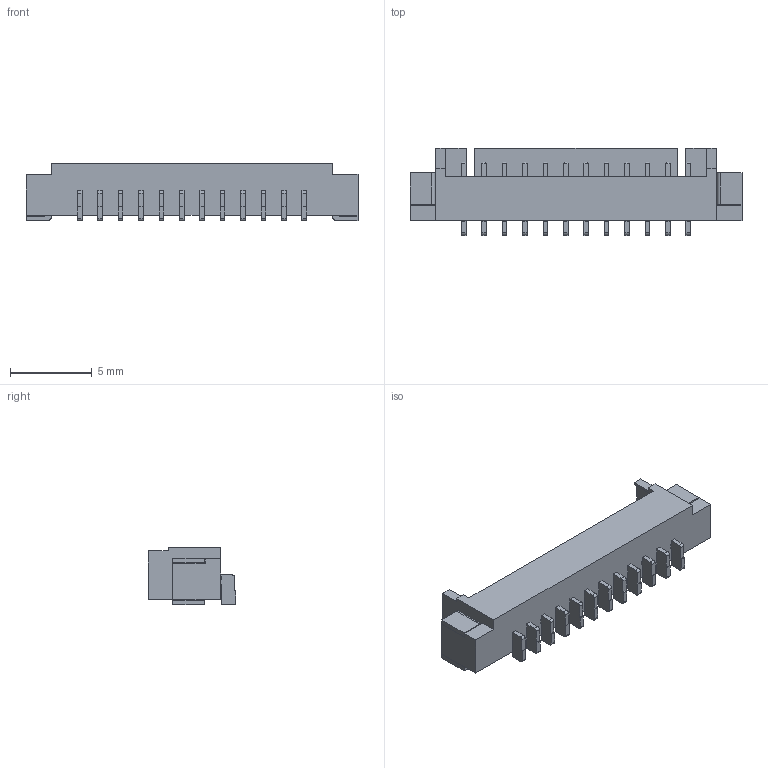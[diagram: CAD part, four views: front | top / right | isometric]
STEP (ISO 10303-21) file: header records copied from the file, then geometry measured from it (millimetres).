
FILE_DESCRIPTION(/* description */ ('STEP AP242','CAx-IF Rec.Pracs.---Representation and Presentation of Product Manufacturing Information (PMI)---4.0---2014-10-13','CAx-IF Rec.Pracs.---3D Tessellated Geometry---0.4---2014-09-14','2;1'),/* implementation_level */ '2;1');
FILE_NAME(/* name */ '63ef61fa63a9d45c7987e811',/* time_stamp */ '2023-02-17T11:16:11+00:00',/* author */ (''),/* organization */ (''),/* preprocessor_version */ 'ST-DEVELOPER v18.102',/* originating_system */ ' ',/* authorisation */ ' ');
FILE_SCHEMA (('AP242_MANAGED_MODEL_BASED_3D_ENGINEERING_MIM_LF { 1 0 10303 442 1 1 4 }'));
Length unit declared in the file: metre
Products named in the file (3): JST - GH - SMD (R) - 12Pin - 1.25mm
Bounding box: 20.33 x 5.35 x 3.53 mm (x, y, z)
Volume: 122.3 mm3; surface area: 553.6 mm2
Topology: 3 solids, 23 shells, 519 faces, 1297 edges, 848 vertices
Faces by surface type: plane 443, bspline 39, cylinder 37
Entity records: 17412 total; most frequent: CARTESIAN_POINT 3582, ORIENTED_EDGE 2586, DIRECTION 2253, EDGE_CURVE 1293, LINE 1135, VECTOR 1135, VERTEX_POINT 848, EDGE_LOOP 559
